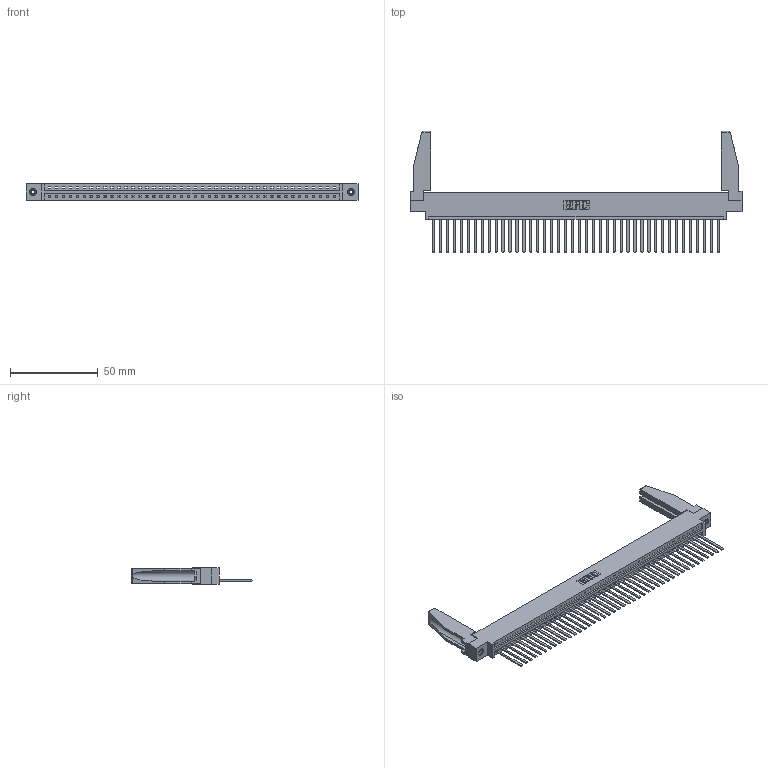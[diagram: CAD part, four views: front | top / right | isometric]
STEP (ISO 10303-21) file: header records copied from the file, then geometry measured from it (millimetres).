
FILE_DESCRIPTION (( 'STEP AP203' ), '1' );
FILE_NAME ('387-042-544-678.STEP', '2019-10-04T21:27:30', ( '' ), ( '' ), 'SwSTEP 2.0', 'SolidWorks 2016', '' );
FILE_SCHEMA (( 'CONFIG_CONTROL_DESIGN' ));
Length unit declared in the file: inch
Products named in the file (5): 345-250-001_345-250-001-102; 337 Part_0.170 Offset - 0.156 Dia-TI; 345-292-001_345-293-144; 307-220-078; 387-042-544-678
Assembly tree (47 placements, depth 2):
  387-042-544-678
    337 Part_0.170 Offset - 0.156 Dia-TI
    345-292-001_345-293-144  x42
    345-250-001_345-250-001-102  x2
    307-220-078  x2
Bounding box: 189.43 x 69.09 x 9.4 mm (x, y, z)
Volume: 24050.6 mm3; surface area: 26259.7 mm2
Topology: 47 solids, 47 shells, 2600 faces, 7793 edges, 5130 vertices
Faces by surface type: plane 1922, cylinder 662, cone 12, torus 4
Entity records: 33608 total; most frequent: CARTESIAN_POINT 5846, ORIENTED_EDGE 5780, DIRECTION 4926, EDGE_CURVE 2890, LINE 2728, VECTOR 2728, VERTEX_POINT 1920, AXIS2_PLACEMENT_3D 1099
